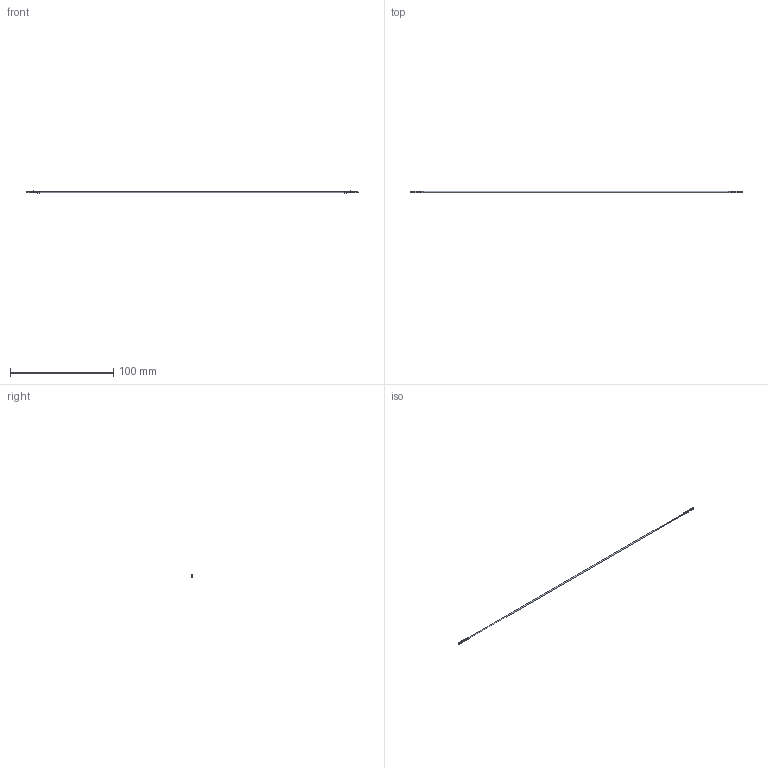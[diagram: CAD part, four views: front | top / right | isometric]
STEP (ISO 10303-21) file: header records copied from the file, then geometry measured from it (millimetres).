
FILE_DESCRIPTION(/* description */ ('Unknown'),/* implementation_level */ '2;1');
FILE_NAME(/* name */ '626226220030',/* time_stamp */ '2023-11-29T10:03:09+01:00',/* author */ ('Unknown'),/* organization */ ('Unknown'),/* preprocessor_version */ 'ST-DEVELOPER v18.102',/* originating_system */ 'Solid Edge',/* authorisation */ 'Unknown');
FILE_SCHEMA (('AUTOMOTIVE_DESIGN {1 0 10303 214 3 1 1}'));
Length unit declared in the file: millimetre
Products named in the file (4): 626226220030; Wire 20AWG black; 62600213722_DEC; 62600213722_DEC_mir
Assembly tree (3 placements, depth 2):
  626226220030
    Wire 20AWG black
    62600213722_DEC
    62600213722_DEC_mir
Bounding box: 321.8 x 1.88 x 2 mm (x, y, z)
Volume: 302.3 mm3; surface area: 1229.7 mm2
Topology: 3 solids, 3 shells, 457 faces, 1249 edges, 808 vertices
Faces by surface type: plane 230, cylinder 135, bspline 52, torus 40
Full cylindrical faces by diameter (mm): 0.7 x2, 1.1 x1
Entity records: 14873 total; most frequent: CARTESIAN_POINT 3745, ORIENTED_EDGE 2408, DIRECTION 2042, EDGE_CURVE 1204, VERTEX_POINT 790, LINE 776, VECTOR 776, AXIS2_PLACEMENT_3D 633
